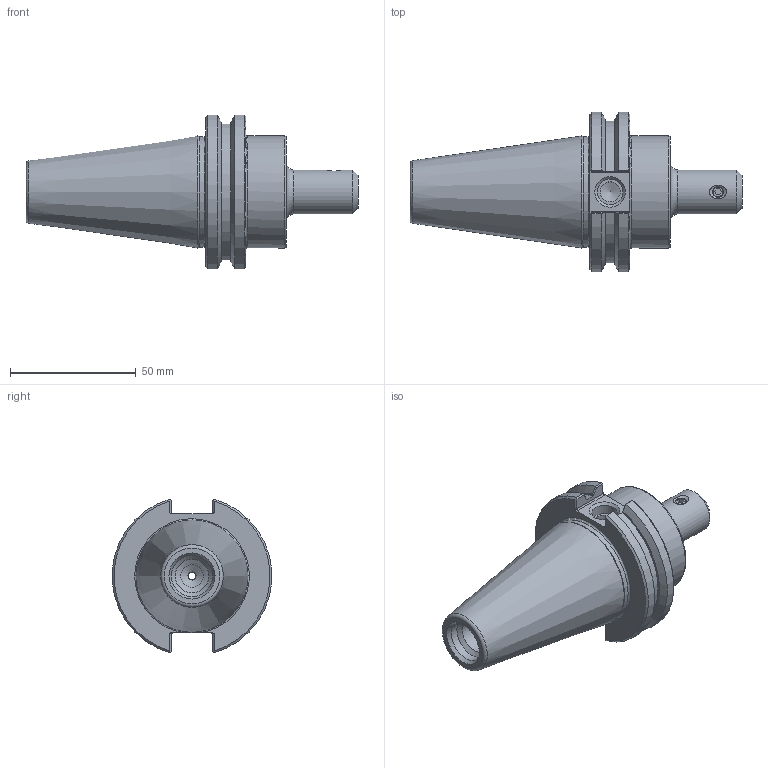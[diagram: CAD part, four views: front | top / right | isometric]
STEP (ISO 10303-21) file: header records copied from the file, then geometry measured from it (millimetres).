
FILE_DESCRIPTION((''),'2;1');
FILE_NAME('C40-01EM2.stp','2014-08-19T11:24:24',('kaykin'),(''),'Autodesk Inventor 2012','Autodesk Inventor 2012','');
FILE_SCHEMA(('AUTOMOTIVE_DESIGN { 1 0 10303 214 1 1 1 1 }'));
Length unit declared in the file: inch
Products named in the file (3): C40-01EM2; C40-01EM2-1; 029-014
Assembly tree (2 placements, depth 2):
  C40-01EM2
    C40-01EM2-1
    029-014
Bounding box: 131.75 x 63.26 x 61.11 mm (x, y, z)
Volume: 129418.9 mm3; surface area: 25214.6 mm2
Topology: 2 solids, 2 shells, 108 faces, 282 edges, 179 vertices
Faces by surface type: plane 41, cylinder 31, cone 23, bspline 8, torus 5
Full cylindrical faces by diameter (mm): 3.175 x2, 3.937 x1, 3.962 x1, 4.826 x1, 8 x1, 8.89 x1, 10.135 x1, 13.386 x1, 16.459 x1, 17.45 x1, 43.942 x1, 44.45 x1
Entity records: 4328 total; most frequent: CARTESIAN_POINT 1792, ORIENTED_EDGE 482, DIRECTION 458, EDGE_CURVE 241, AXIS2_PLACEMENT_3D 179, VERTEX_POINT 169, EDGE_LOOP 144, FACE_OUTER_BOUND 108
